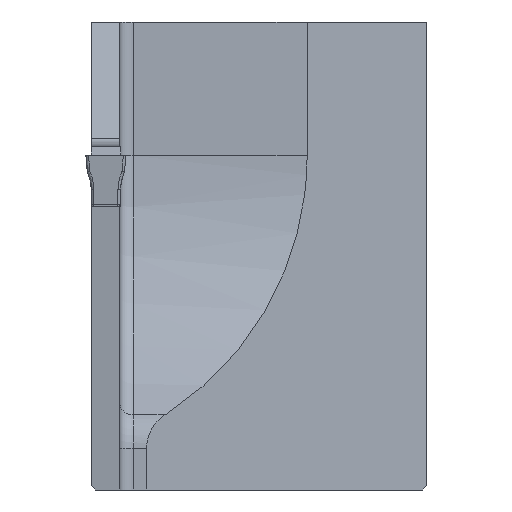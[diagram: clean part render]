
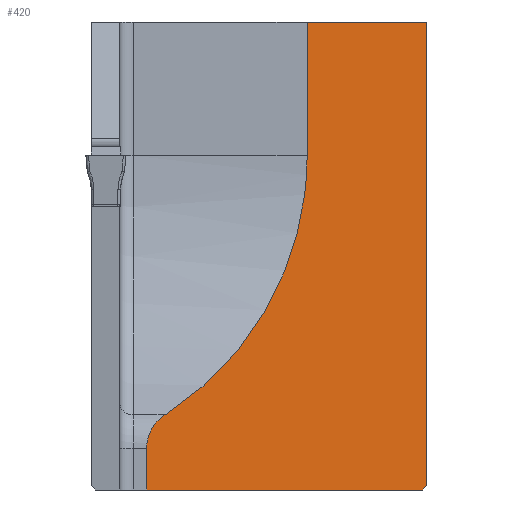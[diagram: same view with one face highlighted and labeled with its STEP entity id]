
A CAD part, left-side view. The second image highlights one B-rep face of the part: STEP entity #420.
In plain terms, the highlighted planar face has unit normal (-0.707, -0.707, 0).
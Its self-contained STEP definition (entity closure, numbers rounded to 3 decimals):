
#353=ELLIPSE('',#1685,4.243,3.);
#354=ELLIPSE('',#1688,32.527,23.);
#420=ADVANCED_FACE('',(#544),#490,.F.);
#490=PLANE('',#1699);
#544=FACE_OUTER_BOUND('',#620,.T.);
#620=EDGE_LOOP('',(#829,#830,#831,#832,#833,#834,#835,#836));
#829=ORIENTED_EDGE('',*,*,#1288,.F.);
#830=ORIENTED_EDGE('',*,*,#1286,.F.);
#831=ORIENTED_EDGE('',*,*,#1283,.F.);
#832=ORIENTED_EDGE('',*,*,#1290,.F.);
#833=ORIENTED_EDGE('',*,*,#1258,.F.);
#834=ORIENTED_EDGE('',*,*,#1241,.F.);
#835=ORIENTED_EDGE('',*,*,#1232,.F.);
#836=ORIENTED_EDGE('',*,*,#1221,.F.);
#1095=VERTEX_POINT('',#2207);
#1096=VERTEX_POINT('',#2209);
#1106=VERTEX_POINT('',#2232);
#1112=VERTEX_POINT('',#2247);
#1126=VERTEX_POINT('',#2283);
#1133=VERTEX_POINT('',#2325);
#1136=VERTEX_POINT('',#2330);
#1137=VERTEX_POINT('',#2334);
#1221=EDGE_CURVE('',#1095,#1096,#1414,.T.);
#1232=EDGE_CURVE('',#1096,#1106,#1424,.T.);
#1241=EDGE_CURVE('',#1106,#1112,#1433,.T.);
#1258=EDGE_CURVE('',#1112,#1126,#1448,.T.);
#1283=EDGE_CURVE('',#1136,#1133,#353,.T.);
#1286=EDGE_CURVE('',#1133,#1137,#354,.T.);
#1288=EDGE_CURVE('',#1137,#1095,#1471,.T.);
#1290=EDGE_CURVE('',#1126,#1136,#1473,.T.);
#1414=LINE('',#2208,#1538);
#1424=LINE('',#2231,#1548);
#1433=LINE('',#2249,#1557);
#1448=LINE('',#2282,#1572);
#1471=LINE('',#2340,#1595);
#1473=LINE('',#2343,#1597);
#1538=VECTOR('',#1808,1.);
#1548=VECTOR('',#1824,1.);
#1557=VECTOR('',#1837,1.);
#1572=VECTOR('',#1862,1.);
#1595=VECTOR('',#1929,1.);
#1597=VECTOR('',#1933,1.);
#1685=AXIS2_PLACEMENT_3D('',#2331,#1917,#1918);
#1688=AXIS2_PLACEMENT_3D('',#2337,#1924,#1925);
#1699=AXIS2_PLACEMENT_3D('',#2352,#1950,#1951);
#1808=DIRECTION('',(0.707,-0.707,0.));
#1824=DIRECTION('',(0.,0.,-1.));
#1837=DIRECTION('',(-0.577,0.577,-0.577));
#1862=DIRECTION('',(-0.707,0.707,0.));
#1917=DIRECTION('',(0.707,0.707,0.));
#1918=DIRECTION('',(-0.707,0.707,0.));
#1924=DIRECTION('',(-0.707,-0.707,0.));
#1925=DIRECTION('',(-0.707,0.707,0.));
#1929=DIRECTION('',(0.,0.,1.));
#1933=DIRECTION('',(0.,0.,1.));
#1950=DIRECTION('',(0.707,0.707,0.));
#1951=DIRECTION('',(0.707,-0.707,0.));
#2207=CARTESIAN_POINT('',(23.,-16.1,10.));
#2208=CARTESIAN_POINT('',(11.,-4.1,10.));
#2209=CARTESIAN_POINT('',(31.9,-25.,10.));
#2231=CARTESIAN_POINT('',(31.9,-25.,-30.));
#2232=CARTESIAN_POINT('',(31.9,-25.,-24.7));
#2247=CARTESIAN_POINT('',(31.6,-24.7,-25.));
#2249=CARTESIAN_POINT('',(16.2,-9.3,-40.4));
#2282=CARTESIAN_POINT('',(11.,-4.1,-25.));
#2283=CARTESIAN_POINT('',(11.,-4.1,-25.));
#2325=CARTESIAN_POINT('',(12.385,-5.485,-19.381));
#2330=CARTESIAN_POINT('',(11.,-4.1,-21.909));
#2331=CARTESIAN_POINT('',(14.,-7.1,-21.909));
#2334=CARTESIAN_POINT('',(23.,-16.1,0.));
#2337=CARTESIAN_POINT('',(0.,6.9,0.));
#2340=CARTESIAN_POINT('',(23.,-16.1,-30.));
#2343=CARTESIAN_POINT('',(11.,-4.1,-30.));
#2352=CARTESIAN_POINT('',(11.,-4.1,-30.));
